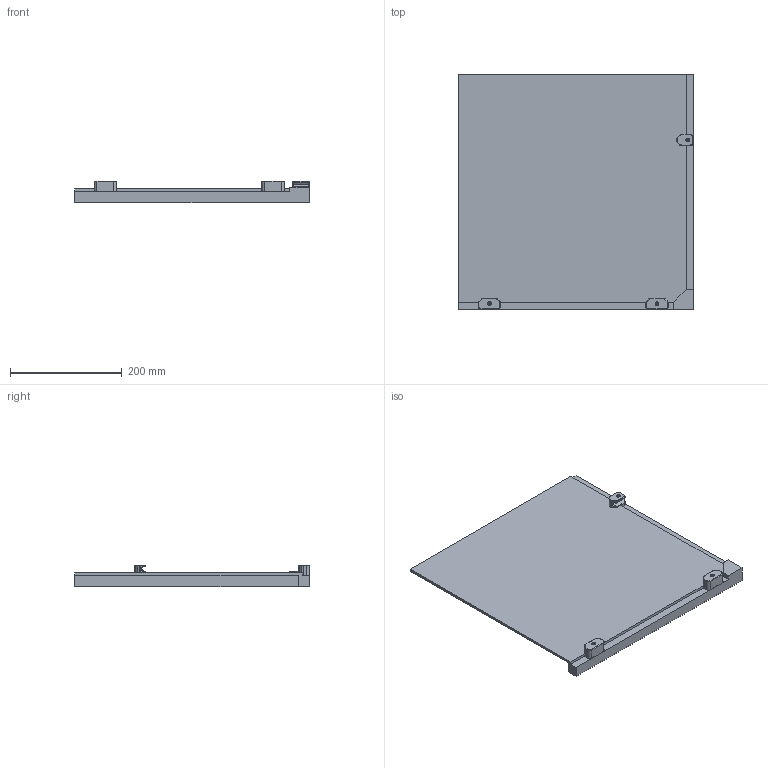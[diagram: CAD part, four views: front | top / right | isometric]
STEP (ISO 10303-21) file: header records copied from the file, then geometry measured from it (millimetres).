
FILE_DESCRIPTION(/* description */ (''),/* implementation_level */ '2;1');
FILE_NAME(/* name */ 'Steel sheet holder v5.step',/* time_stamp */ '2022-09-17T01:31:09+02:00',/* author */ (''),/* organization */ (''),/* preprocessor_version */ 'ST-DEVELOPER v19',/* originating_system */ 'Autodesk Translation Framework v11.7.0.108',/* authorisation */ '');
FILE_SCHEMA (('AUTOMOTIVE_DESIGN { 1 0 10303 214 3 1 1 }'));
Length unit declared in the file: millimetre
Products named in the file (5): Steel sheet holder; Steel shhet holder; part_1; part_2; part_3
Assembly tree (4 placements, depth 3):
  Steel sheet holder
    Steel shhet holder
      part_1
      part_2
      part_3
Bounding box: 420 x 420 x 39 mm (x, y, z)
Volume: 1192568 mm3; surface area: 405876.8 mm2
Topology: 4 solids, 4 shells, 235 faces, 571 edges, 347 vertices
Faces by surface type: plane 116, cylinder 67, bspline 23, cone 21, torus 8
Full cylindrical faces by diameter (mm): 3.2 x3, 6 x3
Entity records: 7496 total; most frequent: CARTESIAN_POINT 1803, DIRECTION 1185, ORIENTED_EDGE 1142, EDGE_CURVE 571, AXIS2_PLACEMENT_3D 415, LINE 355, VECTOR 355, VERTEX_POINT 347
